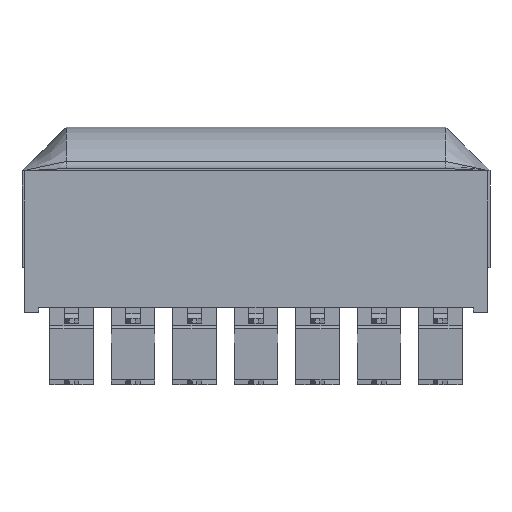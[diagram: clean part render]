
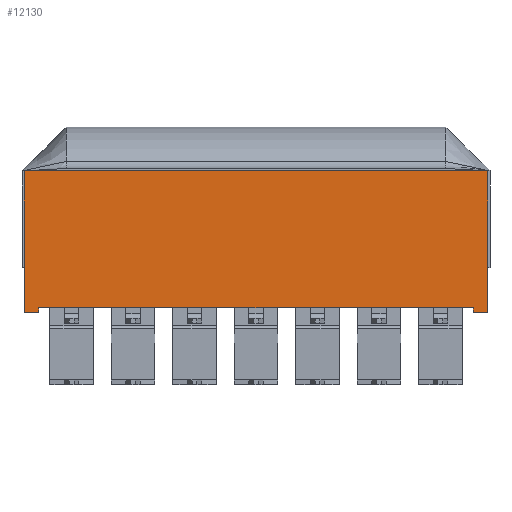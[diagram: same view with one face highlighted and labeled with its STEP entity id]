
A CAD part, front view. The second image highlights one B-rep face of the part: STEP entity #12130.
In plain terms, the highlighted planar face has unit normal (0, -1, 0).
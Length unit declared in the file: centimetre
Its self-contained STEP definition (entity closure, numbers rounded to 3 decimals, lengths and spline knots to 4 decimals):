
#513=FACE_OUTER_BOUND('',#1177,.T.);
#1177=EDGE_LOOP('',(#7971,#7972,#7973,#7974,#7975,#7976,#7977,#7978));
#1886=LINE('',#16440,#3413);
#1887=LINE('',#16442,#3414);
#1888=LINE('',#16444,#3415);
#1889=LINE('',#16446,#3416);
#1890=LINE('',#16448,#3417);
#1891=LINE('',#16450,#3418);
#1892=LINE('',#16452,#3419);
#1893=LINE('',#16453,#3420);
#3413=VECTOR('',#13513,1.);
#3414=VECTOR('',#13514,1.);
#3415=VECTOR('',#13515,1.);
#3416=VECTOR('',#13516,1.);
#3417=VECTOR('',#13517,1.);
#3418=VECTOR('',#13518,1.);
#3419=VECTOR('',#13519,1.);
#3420=VECTOR('',#13520,1.);
#4940=VERTEX_POINT('',#16438);
#4941=VERTEX_POINT('',#16439);
#4942=VERTEX_POINT('',#16441);
#4943=VERTEX_POINT('',#16443);
#4944=VERTEX_POINT('',#16445);
#4945=VERTEX_POINT('',#16447);
#4946=VERTEX_POINT('',#16449);
#4947=VERTEX_POINT('',#16451);
#6146=EDGE_CURVE('',#4940,#4941,#1886,.T.);
#6147=EDGE_CURVE('',#4942,#4941,#1887,.T.);
#6148=EDGE_CURVE('',#4942,#4943,#1888,.T.);
#6149=EDGE_CURVE('',#4944,#4943,#1889,.T.);
#6150=EDGE_CURVE('',#4944,#4945,#1890,.T.);
#6151=EDGE_CURVE('',#4946,#4945,#1891,.T.);
#6152=EDGE_CURVE('',#4946,#4947,#1892,.T.);
#6153=EDGE_CURVE('',#4947,#4940,#1893,.T.);
#7971=ORIENTED_EDGE('',*,*,#6146,.T.);
#7972=ORIENTED_EDGE('',*,*,#6147,.F.);
#7973=ORIENTED_EDGE('',*,*,#6148,.T.);
#7974=ORIENTED_EDGE('',*,*,#6149,.F.);
#7975=ORIENTED_EDGE('',*,*,#6150,.T.);
#7976=ORIENTED_EDGE('',*,*,#6151,.F.);
#7977=ORIENTED_EDGE('',*,*,#6152,.T.);
#7978=ORIENTED_EDGE('',*,*,#6153,.T.);
#11621=PLANE('',#12810);
#12130=ADVANCED_FACE('',(#513),#11621,.T.);
#12810=AXIS2_PLACEMENT_3D('',#16437,#13511,#13512);
#13511=DIRECTION('center_axis',(0.,-1.,0.));
#13512=DIRECTION('ref_axis',(0.,0.,-1.));
#13513=DIRECTION('',(0.,0.,-1.));
#13514=DIRECTION('',(-1.,0.,0.));
#13515=DIRECTION('',(0.,0.,1.));
#13516=DIRECTION('',(1.,0.,0.));
#13517=DIRECTION('',(0.,0.,-1.));
#13518=DIRECTION('',(-1.,0.,0.));
#13519=DIRECTION('',(0.,0.,1.));
#13520=DIRECTION('',(1.,0.,0.));
#16437=CARTESIAN_POINT('Origin',(0.,-0.495,-0.2925));
#16438=CARTESIAN_POINT('',(0.897,-0.495,-0.2725));
#16439=CARTESIAN_POINT('',(0.897,-0.495,-0.2925));
#16440=CARTESIAN_POINT('',(0.897,-0.495,-0.2925));
#16441=CARTESIAN_POINT('',(0.957,-0.495,-0.2925));
#16442=CARTESIAN_POINT('',(0.,-0.495,-0.2925));
#16443=CARTESIAN_POINT('',(0.957,-0.495,0.2925));
#16444=CARTESIAN_POINT('',(0.957,-0.495,-0.2925));
#16445=CARTESIAN_POINT('',(-0.957,-0.495,0.2925));
#16446=CARTESIAN_POINT('',(0.,-0.495,0.2925));
#16447=CARTESIAN_POINT('',(-0.957,-0.495,-0.2925));
#16448=CARTESIAN_POINT('',(-0.957,-0.495,-0.2925));
#16449=CARTESIAN_POINT('',(-0.897,-0.495,-0.2925));
#16450=CARTESIAN_POINT('',(0.,-0.495,-0.2925));
#16451=CARTESIAN_POINT('',(-0.897,-0.495,-0.2725));
#16452=CARTESIAN_POINT('',(-0.897,-0.495,-0.2925));
#16453=CARTESIAN_POINT('',(0.,-0.495,-0.2725));
